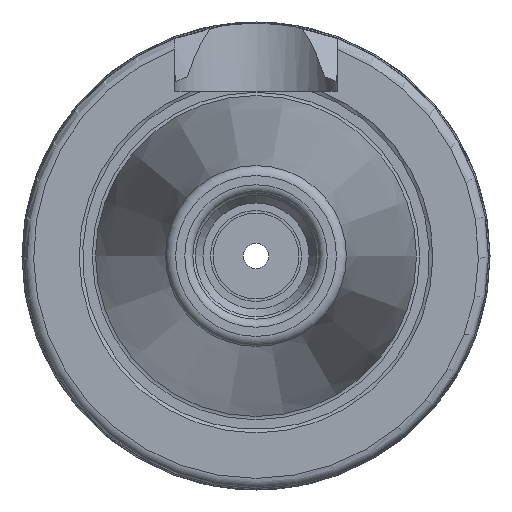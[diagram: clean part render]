
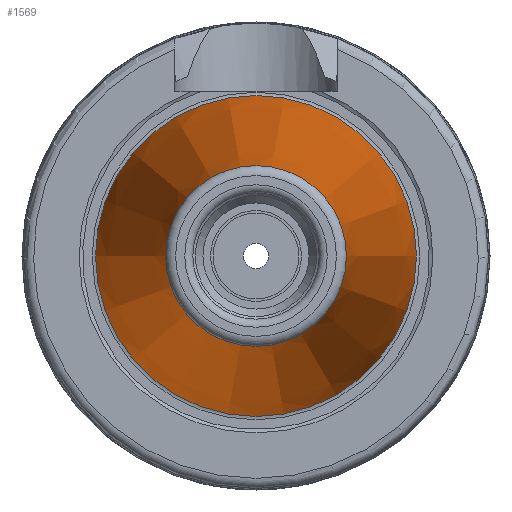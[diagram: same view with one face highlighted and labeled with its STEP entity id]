
A CAD part, left-side view. The second image highlights one B-rep face of the part: STEP entity #1569.
In plain terms, the highlighted conical face has half-angle 8.297 degrees and reference radius 12.408 mm.
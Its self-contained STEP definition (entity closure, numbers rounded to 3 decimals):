
#1535=CARTESIAN_POINT('',(-47.544,8.941,0.0));
#1536=VERTEX_POINT('',#1535);
#1537=CARTESIAN_POINT('',(-47.544,0.0,0.0));
#1538=DIRECTION('',(1.0,0.0,0.0));
#1539=DIRECTION('',(0.0,1.0,0.0));
#1540=AXIS2_PLACEMENT_3D('',#1537,#1538,#1539);
#1541=CIRCLE('',#1540,8.941);
#1542=EDGE_CURVE('',#1536,#1536,#1541,.T.);
#1550=CARTESIAN_POINT('',(-23.772,0.0,0.0));
#1551=DIRECTION('',(1.0,0.0,0.0));
#1552=DIRECTION('',(0.0,1.0,0.0));
#1553=AXIS2_PLACEMENT_3D('',#1550,#1551,#1552);
#1554=CONICAL_SURFACE('',#1553,12.408,8.297);
#1555=CARTESIAN_POINT('',(0.0,15.875,0.0));
#1556=VERTEX_POINT('',#1555);
#1557=CARTESIAN_POINT('',(0.0,0.0,0.0));
#1558=DIRECTION('',(1.0,0.0,0.0));
#1559=DIRECTION('',(0.0,1.0,0.0));
#1560=AXIS2_PLACEMENT_3D('',#1557,#1558,#1559);
#1561=CIRCLE('',#1560,15.875);
#1562=EDGE_CURVE('',#1556,#1556,#1561,.T.);
#1563=ORIENTED_EDGE('',*,*,#1562,.F.);
#1564=EDGE_LOOP('',(#1563));
#1565=FACE_OUTER_BOUND('',#1564,.T.);
#1566=ORIENTED_EDGE('',*,*,#1542,.T.);
#1567=EDGE_LOOP('',(#1566));
#1568=FACE_BOUND('',#1567,.T.);
#1569=ADVANCED_FACE('',(#1565,#1568),#1554,.T.);
